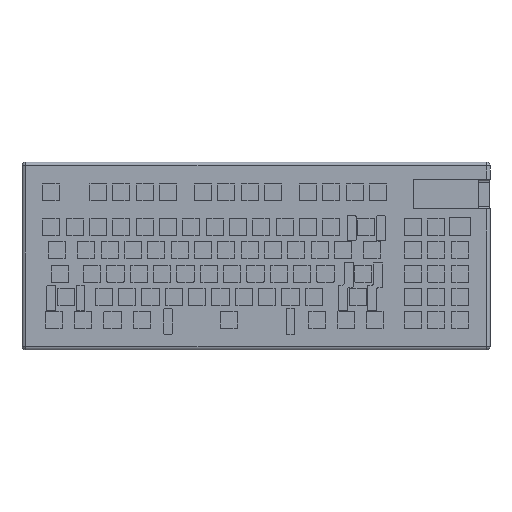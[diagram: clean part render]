
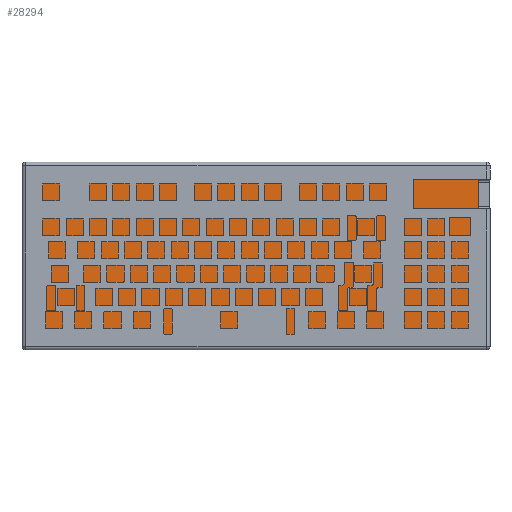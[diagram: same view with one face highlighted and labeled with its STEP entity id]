
A CAD part, top view. The second image highlights one B-rep face of the part: STEP entity #28294.
In plain terms, the highlighted planar face has unit normal (0, 0, 1).
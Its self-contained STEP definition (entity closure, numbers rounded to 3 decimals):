
#28174=CARTESIAN_POINT('',(181.475,-67.175,2.));
#28175=VERTEX_POINT('',#28174);
#28182=CARTESIAN_POINT('',(-181.475,-67.175,2.));
#28183=VERTEX_POINT('',#28182);
#28184=CARTESIAN_POINT('',(-181.475,-67.175,2.));
#28185=DIRECTION('',(1.,0.,0.));
#28186=VECTOR('',#28185,362.95);
#28187=LINE('',#28184,#28186);
#28188=EDGE_CURVE('',#28183,#28175,#28187,.T.);
#28212=CARTESIAN_POINT('',(181.475,67.175,2.));
#28213=VERTEX_POINT('',#28212);
#28220=CARTESIAN_POINT('',(181.475,-67.175,2.));
#28221=DIRECTION('',(-0.,1.,0.));
#28222=VECTOR('',#28221,134.35);
#28223=LINE('',#28220,#28222);
#28224=EDGE_CURVE('',#28175,#28213,#28223,.T.);
#28243=CARTESIAN_POINT('',(-181.475,67.175,2.));
#28244=VERTEX_POINT('',#28243);
#28251=CARTESIAN_POINT('',(181.475,67.175,2.));
#28252=DIRECTION('',(-1.,-0.,0.));
#28253=VECTOR('',#28252,362.95);
#28254=LINE('',#28251,#28253);
#28255=EDGE_CURVE('',#28213,#28244,#28254,.T.);
#28273=CARTESIAN_POINT('',(-181.475,67.175,2.));
#28274=DIRECTION('',(0.,-1.,0.));
#28275=VECTOR('',#28274,134.35);
#28276=LINE('',#28273,#28275);
#28277=EDGE_CURVE('',#28244,#28183,#28276,.T.);
#28283=CARTESIAN_POINT('',(0.,0.,2.));
#28284=DIRECTION('',(0.,0.,1.));
#28285=DIRECTION('',(1.,0.,0.));
#28286=AXIS2_PLACEMENT_3D('',#28283,#28284,#28285);
#28287=PLANE('',#28286);
#28288=ORIENTED_EDGE('',*,*,#28188,.T.);
#28289=ORIENTED_EDGE('',*,*,#28224,.T.);
#28290=ORIENTED_EDGE('',*,*,#28255,.T.);
#28291=ORIENTED_EDGE('',*,*,#28277,.T.);
#28292=EDGE_LOOP('',(#28288,#28289,#28290,#28291));
#28293=FACE_BOUND('',#28292,.T.);
#28294=ADVANCED_FACE('',(#28293),#28287,.T.);
